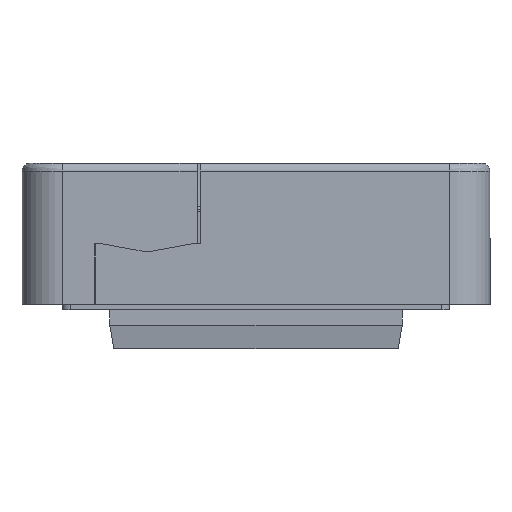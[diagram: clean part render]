
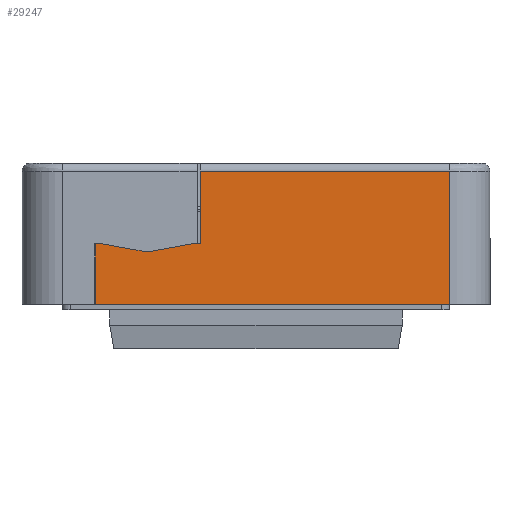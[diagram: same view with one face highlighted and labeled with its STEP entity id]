
A CAD part, left-side view. The second image highlights one B-rep face of the part: STEP entity #29247.
In plain terms, the highlighted planar face has unit normal (-1, 0, 0).
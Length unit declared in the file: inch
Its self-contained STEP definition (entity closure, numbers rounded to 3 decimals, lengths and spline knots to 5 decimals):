
#708 = DIRECTION ( 'NONE',  ( -1., 0., 0. ) ) ;
#712 = LINE ( 'NONE', #26846, #22689 ) ;
#1658 = CARTESIAN_POINT ( 'NONE',  ( -1.98819, 0.27165, 0.59055 ) ) ;
#2967 = DIRECTION ( 'NONE',  ( 0., 0., -1. ) ) ;
#3122 = ORIENTED_EDGE ( 'NONE', *, *, #31544, .T. ) ;
#3702 = ORIENTED_EDGE ( 'NONE', *, *, #10532, .T. ) ;
#4064 = ORIENTED_EDGE ( 'NONE', *, *, #12828, .T. ) ;
#4277 = VECTOR ( 'NONE', #30471, 39.37008 ) ;
#4308 = CARTESIAN_POINT ( 'NONE',  ( -1.98819, 0.27165, 0.40606 ) ) ;
#4322 = CARTESIAN_POINT ( 'NONE',  ( -1.98819, -0.94488, -0.07874 ) ) ;
#4335 = LINE ( 'NONE', #19694, #15732 ) ;
#4745 = ORIENTED_EDGE ( 'NONE', *, *, #13953, .T. ) ;
#5746 = PLANE ( 'NONE',  #20978 ) ;
#5880 = LINE ( 'NONE', #12934, #30435 ) ;
#6578 = LINE ( 'NONE', #8502, #4277 ) ;
#6640 = VERTEX_POINT ( 'NONE', #23965 ) ;
#6920 = LINE ( 'NONE', #4308, #14560 ) ;
#7007 = EDGE_CURVE ( 'NONE', #19958, #31168, #4335, .T. ) ;
#8253 = ORIENTED_EDGE ( 'NONE', *, *, #10358, .F. ) ;
#8502 = CARTESIAN_POINT ( 'NONE',  ( -1.98819, 0.31496, 0.23622 ) ) ;
#8695 = FACE_OUTER_BOUND ( 'NONE', #13066, .T. ) ;
#9151 = CARTESIAN_POINT ( 'NONE',  ( -1.98819, 0.31496, 0.23622 ) ) ;
#9788 = LINE ( 'NONE', #10138, #21647 ) ;
#9881 = LINE ( 'NONE', #31326, #22640 ) ;
#10138 = CARTESIAN_POINT ( 'NONE',  ( -1.98819, -1.14173, -0.05906 ) ) ;
#10358 = EDGE_CURVE ( 'NONE', #26024, #20071, #5880, .T. ) ;
#10532 = EDGE_CURVE ( 'NONE', #32006, #18707, #9881, .T. ) ;
#11642 = CARTESIAN_POINT ( 'NONE',  ( -1.98819, 0.27165, 0.23622 ) ) ;
#12422 = CARTESIAN_POINT ( 'NONE',  ( -1.98819, 0.5315, 0.19685 ) ) ;
#12828 = EDGE_CURVE ( 'NONE', #31168, #16518, #6578, .T. ) ;
#12934 = CARTESIAN_POINT ( 'NONE',  ( -1.98819, -0.91369, 0.59055 ) ) ;
#13066 = EDGE_LOOP ( 'NONE', ( #8253, #20455, #30500, #4064, #4745, #3702, #27568, #3122, #22532 ) ) ;
#13621 = DIRECTION ( 'NONE',  ( 0., 0.984, 0.179 ) ) ;
#13953 = EDGE_CURVE ( 'NONE', #16518, #32006, #18855, .T. ) ;
#14560 = VECTOR ( 'NONE', #17732, 39.37008 ) ;
#15732 = VECTOR ( 'NONE', #30323, 39.37008 ) ;
#16388 = CARTESIAN_POINT ( 'NONE',  ( -1.98819, -1.14173, -0.07874 ) ) ;
#16518 = VERTEX_POINT ( 'NONE', #12422 ) ;
#17061 = LINE ( 'NONE', #4322, #22834 ) ;
#17732 = DIRECTION ( 'NONE',  ( 0., 0., 1. ) ) ;
#18707 = VERTEX_POINT ( 'NONE', #23850 ) ;
#18855 = LINE ( 'NONE', #29479, #28821 ) ;
#19694 = CARTESIAN_POINT ( 'NONE',  ( -1.98819, -1.14173, 0.23622 ) ) ;
#19958 = VERTEX_POINT ( 'NONE', #11642 ) ;
#20071 = VERTEX_POINT ( 'NONE', #33600 ) ;
#20455 = ORIENTED_EDGE ( 'NONE', *, *, #22682, .F. ) ;
#20978 = AXIS2_PLACEMENT_3D ( 'NONE', #16388, #708, #26500 ) ;
#21058 = EDGE_CURVE ( 'NONE', #24124, #20071, #17061, .T. ) ;
#21647 = VECTOR ( 'NONE', #22717, 39.37008 ) ;
#21873 = CARTESIAN_POINT ( 'NONE',  ( -1.98819, 0.74803, 0.23622 ) ) ;
#22287 = DIRECTION ( 'NONE',  ( 0., 0., 1. ) ) ;
#22532 = ORIENTED_EDGE ( 'NONE', *, *, #21058, .T. ) ;
#22640 = VECTOR ( 'NONE', #33428, 39.37008 ) ;
#22682 = EDGE_CURVE ( 'NONE', #19958, #26024, #6920, .T. ) ;
#22689 = VECTOR ( 'NONE', #2967, 39.37008 ) ;
#22717 = DIRECTION ( 'NONE',  ( 0., -1., 0. ) ) ;
#22834 = VECTOR ( 'NONE', #22287, 39.37008 ) ;
#23567 = DIRECTION ( 'NONE',  ( 0., -1., 0. ) ) ;
#23850 = CARTESIAN_POINT ( 'NONE',  ( -1.98819, 0.78346, 0.23622 ) ) ;
#23965 = CARTESIAN_POINT ( 'NONE',  ( -1.98819, 0.78346, -0.05906 ) ) ;
#24124 = VERTEX_POINT ( 'NONE', #33885 ) ;
#26024 = VERTEX_POINT ( 'NONE', #1658 ) ;
#26500 = DIRECTION ( 'NONE',  ( 0., 0., 1. ) ) ;
#26846 = CARTESIAN_POINT ( 'NONE',  ( -1.98819, 0.78346, -0.07874 ) ) ;
#27568 = ORIENTED_EDGE ( 'NONE', *, *, #30230, .T. ) ;
#28821 = VECTOR ( 'NONE', #13621, 39.37008 ) ;
#29247 = ADVANCED_FACE ( 'NONE', ( #8695 ), #5746, .T. ) ;
#29479 = CARTESIAN_POINT ( 'NONE',  ( -1.98819, 0.5315, 0.19685 ) ) ;
#30230 = EDGE_CURVE ( 'NONE', #18707, #6640, #712, .T. ) ;
#30323 = DIRECTION ( 'NONE',  ( 0., 1., 0. ) ) ;
#30435 = VECTOR ( 'NONE', #23567, 39.37008 ) ;
#30471 = DIRECTION ( 'NONE',  ( 0., 0.984, -0.179 ) ) ;
#30500 = ORIENTED_EDGE ( 'NONE', *, *, #7007, .T. ) ;
#31168 = VERTEX_POINT ( 'NONE', #9151 ) ;
#31326 = CARTESIAN_POINT ( 'NONE',  ( -1.98819, 0.7874, 0.23622 ) ) ;
#31544 = EDGE_CURVE ( 'NONE', #6640, #24124, #9788, .T. ) ;
#32006 = VERTEX_POINT ( 'NONE', #21873 ) ;
#33428 = DIRECTION ( 'NONE',  ( 0., 1., 0. ) ) ;
#33600 = CARTESIAN_POINT ( 'NONE',  ( -1.98819, -0.94488, 0.59055 ) ) ;
#33885 = CARTESIAN_POINT ( 'NONE',  ( -1.98819, -0.94488, -0.05906 ) ) ;
